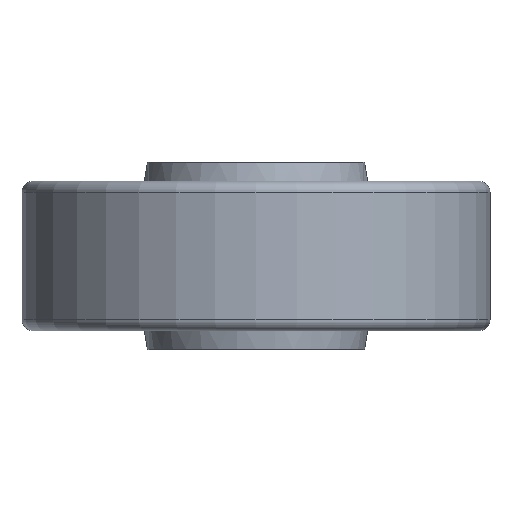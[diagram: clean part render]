
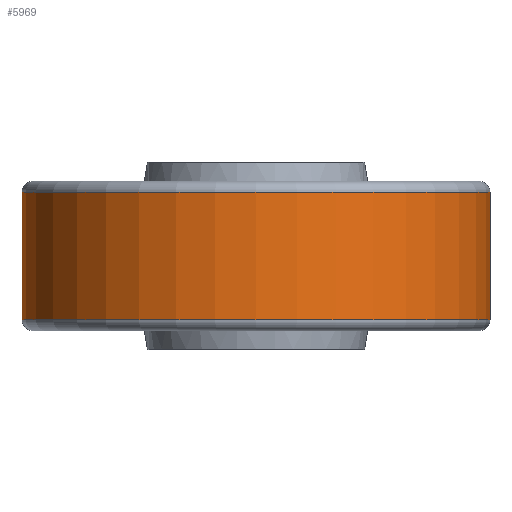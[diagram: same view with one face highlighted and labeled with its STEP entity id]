
A CAD part, front view. The second image highlights one B-rep face of the part: STEP entity #5969.
In plain terms, the highlighted cylindrical face has radius 62.5 mm (diameter 125 mm), a partial arc.
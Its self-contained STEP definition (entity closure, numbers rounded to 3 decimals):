
#114 = ORIENTED_EDGE ( 'NONE', *, *, #4743, .F. ) ;
#609 = DIRECTION ( 'NONE',  ( 0., 0., -1. ) ) ;
#647 = CARTESIAN_POINT ( 'NONE',  ( 62.5, 0., 17. ) ) ;
#839 = VERTEX_POINT ( 'NONE', #5394 ) ;
#848 = VERTEX_POINT ( 'NONE', #647 ) ;
#961 = DIRECTION ( 'NONE',  ( 0., 0., -1. ) ) ;
#972 = VERTEX_POINT ( 'NONE', #6191 ) ;
#1362 = CARTESIAN_POINT ( 'NONE',  ( 62.5, 0., 0. ) ) ;
#1873 = FACE_OUTER_BOUND ( 'NONE', #4010, .T. ) ;
#2057 = AXIS2_PLACEMENT_3D ( 'NONE', #5813, #6319, #4833 ) ;
#2088 = AXIS2_PLACEMENT_3D ( 'NONE', #2591, #609, #3635 ) ;
#2544 = LINE ( 'NONE', #1362, #3827 ) ;
#2591 = CARTESIAN_POINT ( 'NONE',  ( 0., 0., 17. ) ) ;
#3035 = LINE ( 'NONE', #6167, #3921 ) ;
#3067 = DIRECTION ( 'NONE',  ( -1., 0., 0. ) ) ;
#3332 = CARTESIAN_POINT ( 'NONE',  ( 0., 0., 0. ) ) ;
#3635 = DIRECTION ( 'NONE',  ( 1., 0., 0. ) ) ;
#3827 = VECTOR ( 'NONE', #961, 1000. ) ;
#3842 = CIRCLE ( 'NONE', #2088, 62.5 ) ;
#3921 = VECTOR ( 'NONE', #5737, 1000. ) ;
#4010 = EDGE_LOOP ( 'NONE', ( #114, #6650, #4810, #5851 ) ) ;
#4138 = AXIS2_PLACEMENT_3D ( 'NONE', #3332, #5462, #3067 ) ;
#4432 = EDGE_CURVE ( 'NONE', #839, #972, #3035, .T. ) ;
#4743 = EDGE_CURVE ( 'NONE', #848, #6509, #2544, .T. ) ;
#4804 = CIRCLE ( 'NONE', #2057, 62.5 ) ;
#4810 = ORIENTED_EDGE ( 'NONE', *, *, #4432, .T. ) ;
#4833 = DIRECTION ( 'NONE',  ( -1., 0., 0. ) ) ;
#4878 = CARTESIAN_POINT ( 'NONE',  ( 62.5, 0., -17. ) ) ;
#5394 = CARTESIAN_POINT ( 'NONE',  ( -62.5, 0., 17. ) ) ;
#5462 = DIRECTION ( 'NONE',  ( 0., 0., -1. ) ) ;
#5515 = EDGE_CURVE ( 'NONE', #848, #839, #3842, .T. ) ;
#5737 = DIRECTION ( 'NONE',  ( 0., 0., -1. ) ) ;
#5813 = CARTESIAN_POINT ( 'NONE',  ( 0., 0., -17. ) ) ;
#5851 = ORIENTED_EDGE ( 'NONE', *, *, #5878, .T. ) ;
#5878 = EDGE_CURVE ( 'NONE', #972, #6509, #4804, .T. ) ;
#5969 = ADVANCED_FACE ( 'NONE', ( #1873 ), #6039, .T. ) ;
#6039 = CYLINDRICAL_SURFACE ( 'NONE', #4138, 62.5 ) ;
#6167 = CARTESIAN_POINT ( 'NONE',  ( -62.5, 0., 0. ) ) ;
#6191 = CARTESIAN_POINT ( 'NONE',  ( -62.5, 0., -17. ) ) ;
#6319 = DIRECTION ( 'NONE',  ( 0., 0., 1. ) ) ;
#6509 = VERTEX_POINT ( 'NONE', #4878 ) ;
#6650 = ORIENTED_EDGE ( 'NONE', *, *, #5515, .T. ) ;
